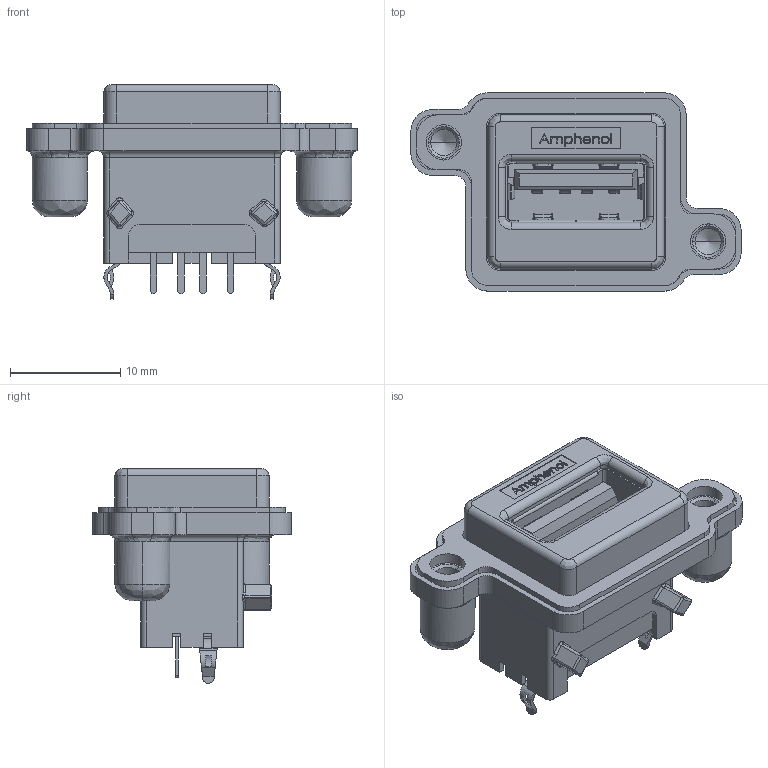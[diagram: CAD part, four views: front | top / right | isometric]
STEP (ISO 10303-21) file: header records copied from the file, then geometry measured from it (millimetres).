
FILE_DESCRIPTION (( 'STEP AP214' ), '1' );
FILE_NAME ('USB-IP67-pines verticales.STEP', '2020-12-02T18:01:41', ( '' ), ( '' ), 'SwSTEP 2.0', 'SolidWorks 2020', '' );
FILE_SCHEMA (( 'AUTOMOTIVE_DESIGN' ));
Length unit declared in the file: inch
Products named in the file (1): USB-IP67-pines verticales
Bounding box: 30 x 18 x 19.5 mm (x, y, z)
Volume: 2846.3 mm3; surface area: 2900.6 mm2
Topology: 1 solids, 1 shells, 729 faces, 1953 edges, 1240 vertices
Faces by surface type: plane 400, cylinder 209, bspline 102, cone 18
Entity records: 35378 total; most frequent: CARTESIAN_POINT 8464, ORIENTED_EDGE 3878, DIRECTION 3269, EDGE_CURVE 1939, VECTOR 1311, LINE 1311, VERTEX_POINT 1240, AXIS2_PLACEMENT_3D 979
